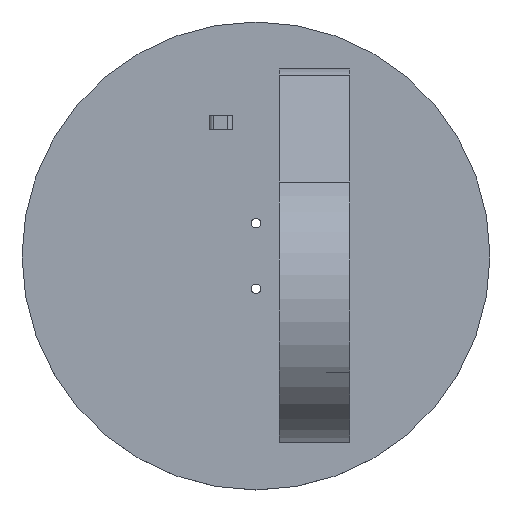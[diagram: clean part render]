
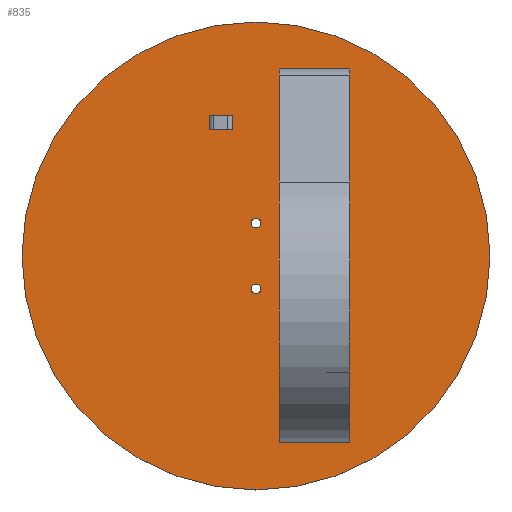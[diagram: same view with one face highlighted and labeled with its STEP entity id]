
A CAD part, top view. The second image highlights one B-rep face of the part: STEP entity #835.
In plain terms, the highlighted planar face has unit normal (0, 0, 1).
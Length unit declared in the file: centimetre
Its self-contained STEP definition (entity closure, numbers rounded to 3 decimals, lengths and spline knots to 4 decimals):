
#23=FACE_BOUND('',#141,.T.);
#24=FACE_BOUND('',#142,.T.);
#25=FACE_BOUND('',#143,.T.);
#26=FACE_BOUND('',#144,.T.);
#88=FACE_OUTER_BOUND('',#140,.T.);
#140=EDGE_LOOP('',(#730));
#141=EDGE_LOOP('',(#731,#732,#733,#734));
#142=EDGE_LOOP('',(#735,#736,#737,#738));
#143=EDGE_LOOP('',(#739));
#144=EDGE_LOOP('',(#740));
#188=CIRCLE('',#921,0.1);
#190=CIRCLE('',#924,0.1);
#192=CIRCLE('',#927,5.);
#236=LINE('',#1306,#314);
#240=LINE('',#1316,#318);
#249=LINE('',#1338,#327);
#256=LINE('',#1363,#334);
#263=LINE('',#1378,#341);
#267=LINE('',#1399,#345);
#268=LINE('',#1401,#346);
#269=LINE('',#1402,#347);
#314=VECTOR('',#1061,1.);
#318=VECTOR('',#1069,1.);
#327=VECTOR('',#1094,1.);
#334=VECTOR('',#1117,1.);
#341=VECTOR('',#1136,1.);
#345=VECTOR('',#1160,1.);
#346=VECTOR('',#1161,1.);
#347=VECTOR('',#1162,1.);
#395=VERTEX_POINT('',#1303);
#396=VERTEX_POINT('',#1305);
#400=VERTEX_POINT('',#1315);
#405=VERTEX_POINT('',#1337);
#414=VERTEX_POINT('',#1360);
#415=VERTEX_POINT('',#1362);
#418=VERTEX_POINT('',#1380);
#420=VERTEX_POINT('',#1386);
#422=VERTEX_POINT('',#1392);
#424=VERTEX_POINT('',#1398);
#425=VERTEX_POINT('',#1400);
#489=EDGE_CURVE('',#395,#396,#236,.T.);
#494=EDGE_CURVE('',#396,#400,#240,.T.);
#505=EDGE_CURVE('',#405,#400,#249,.T.);
#517=EDGE_CURVE('',#414,#415,#256,.T.);
#525=EDGE_CURVE('',#395,#405,#263,.T.);
#526=EDGE_CURVE('',#418,#418,#188,.T.);
#529=EDGE_CURVE('',#420,#420,#190,.T.);
#532=EDGE_CURVE('',#422,#422,#192,.T.);
#535=EDGE_CURVE('',#424,#414,#267,.T.);
#536=EDGE_CURVE('',#425,#424,#268,.T.);
#537=EDGE_CURVE('',#415,#425,#269,.T.);
#730=ORIENTED_EDGE('',*,*,#532,.T.);
#731=ORIENTED_EDGE('',*,*,#494,.F.);
#732=ORIENTED_EDGE('',*,*,#489,.F.);
#733=ORIENTED_EDGE('',*,*,#525,.T.);
#734=ORIENTED_EDGE('',*,*,#505,.T.);
#735=ORIENTED_EDGE('',*,*,#535,.F.);
#736=ORIENTED_EDGE('',*,*,#536,.F.);
#737=ORIENTED_EDGE('',*,*,#537,.F.);
#738=ORIENTED_EDGE('',*,*,#517,.F.);
#739=ORIENTED_EDGE('',*,*,#529,.T.);
#740=ORIENTED_EDGE('',*,*,#526,.T.);
#791=PLANE('',#929);
#835=ADVANCED_FACE('',(#88,#23,#24,#25,#26),#791,.T.);
#921=AXIS2_PLACEMENT_3D('',#1381,#1139,#1140);
#924=AXIS2_PLACEMENT_3D('',#1387,#1146,#1147);
#927=AXIS2_PLACEMENT_3D('',#1393,#1153,#1154);
#929=AXIS2_PLACEMENT_3D('',#1397,#1158,#1159);
#1061=DIRECTION('',(0.,-1.,0.));
#1069=DIRECTION('',(1.,0.,0.));
#1094=DIRECTION('',(0.,-1.,0.));
#1117=DIRECTION('',(1.,0.,0.));
#1136=DIRECTION('',(1.,0.,0.));
#1139=DIRECTION('center_axis',(0.,0.,-1.));
#1140=DIRECTION('ref_axis',(1.,0.,0.));
#1146=DIRECTION('center_axis',(0.,0.,-1.));
#1147=DIRECTION('ref_axis',(1.,0.,0.));
#1153=DIRECTION('center_axis',(0.,0.,1.));
#1154=DIRECTION('ref_axis',(1.,0.,0.));
#1158=DIRECTION('center_axis',(0.,0.,1.));
#1159=DIRECTION('ref_axis',(1.,0.,0.));
#1160=DIRECTION('',(0.,-1.,0.));
#1161=DIRECTION('',(-1.,0.,0.));
#1162=DIRECTION('',(0.,1.,0.));
#1303=CARTESIAN_POINT('',(5.5,9.,0.5));
#1305=CARTESIAN_POINT('',(5.5,2.,0.5));
#1306=CARTESIAN_POINT('',(5.5,7.,0.5));
#1315=CARTESIAN_POINT('',(7.,2.,0.5));
#1316=CARTESIAN_POINT('',(5.25,2.,0.5));
#1337=CARTESIAN_POINT('',(7.,9.,0.5));
#1338=CARTESIAN_POINT('',(7.,3.5,0.5));
#1360=CARTESIAN_POINT('',(4.,7.7,0.5));
#1362=CARTESIAN_POINT('',(4.5,7.7,0.5));
#1363=CARTESIAN_POINT('',(4.5,7.7,0.5));
#1378=CARTESIAN_POINT('',(5.75,9.,0.5));
#1380=CARTESIAN_POINT('',(4.9,5.7,0.5));
#1381=CARTESIAN_POINT('Origin',(5.,5.7,0.5));
#1386=CARTESIAN_POINT('',(4.9,4.3,0.5));
#1387=CARTESIAN_POINT('Origin',(5.,4.3,0.5));
#1392=CARTESIAN_POINT('',(0.,5.,0.5));
#1393=CARTESIAN_POINT('Origin',(5.,5.,0.5));
#1397=CARTESIAN_POINT('Origin',(5.,5.,0.5));
#1398=CARTESIAN_POINT('',(4.,8.,0.5));
#1399=CARTESIAN_POINT('',(4.,6.5,0.5));
#1400=CARTESIAN_POINT('',(4.5,8.,0.5));
#1401=CARTESIAN_POINT('',(4.75,8.,0.5));
#1402=CARTESIAN_POINT('',(4.5,6.35,0.5));
